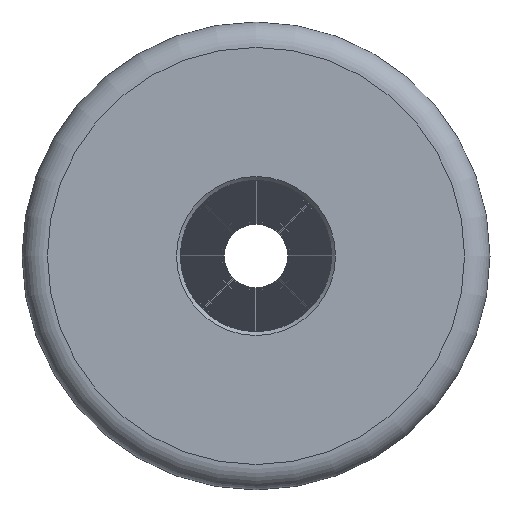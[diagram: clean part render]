
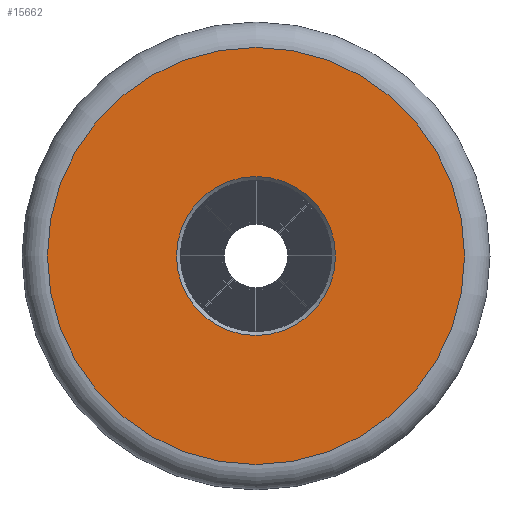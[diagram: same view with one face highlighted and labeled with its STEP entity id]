
A CAD part, left-side view. The second image highlights one B-rep face of the part: STEP entity #15662.
In plain terms, the highlighted planar face has unit normal (-1, 0, 0).
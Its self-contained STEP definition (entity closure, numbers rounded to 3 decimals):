
#3607=FACE_BOUND('',#4822,.T.);
#3610=PLANE('',#16900);
#3617=FACE_OUTER_BOUND('',#4821,.T.);
#4821=EDGE_LOOP('',(#10865));
#4822=EDGE_LOOP('',(#10866));
#6030=CIRCLE('',#16896,1.64);
#6033=CIRCLE('',#16901,0.625);
#7237=VERTEX_POINT('',#25339);
#7240=VERTEX_POINT('',#25349);
#8446=EDGE_CURVE('',#7237,#7237,#6030,.T.);
#8450=EDGE_CURVE('',#7240,#7240,#6033,.T.);
#10865=ORIENTED_EDGE('',*,*,#8446,.F.);
#10866=ORIENTED_EDGE('',*,*,#8450,.T.);
#15662=ADVANCED_FACE('',(#3617,#3607),#3610,.T.);
#16896=AXIS2_PLACEMENT_3D('',#25341,#19324,#19325);
#16900=AXIS2_PLACEMENT_3D('',#25348,#19333,#19334);
#16901=AXIS2_PLACEMENT_3D('',#25350,#19335,#19336);
#19324=DIRECTION('center_axis',(1.,0.,0.));
#19325=DIRECTION('ref_axis',(0.,-1.,0.));
#19333=DIRECTION('center_axis',(-1.,0.,0.));
#19334=DIRECTION('ref_axis',(0.,0.,1.));
#19335=DIRECTION('center_axis',(1.,0.,0.));
#19336=DIRECTION('ref_axis',(0.,1.,0.));
#25339=CARTESIAN_POINT('',(-0.3,0.,1.64));
#25341=CARTESIAN_POINT('Origin',(-0.3,0.,0.));
#25348=CARTESIAN_POINT('Origin',(-0.3,1.84,0.));
#25349=CARTESIAN_POINT('',(-0.3,-0.625,0.));
#25350=CARTESIAN_POINT('Origin',(-0.3,0.,
0.));
